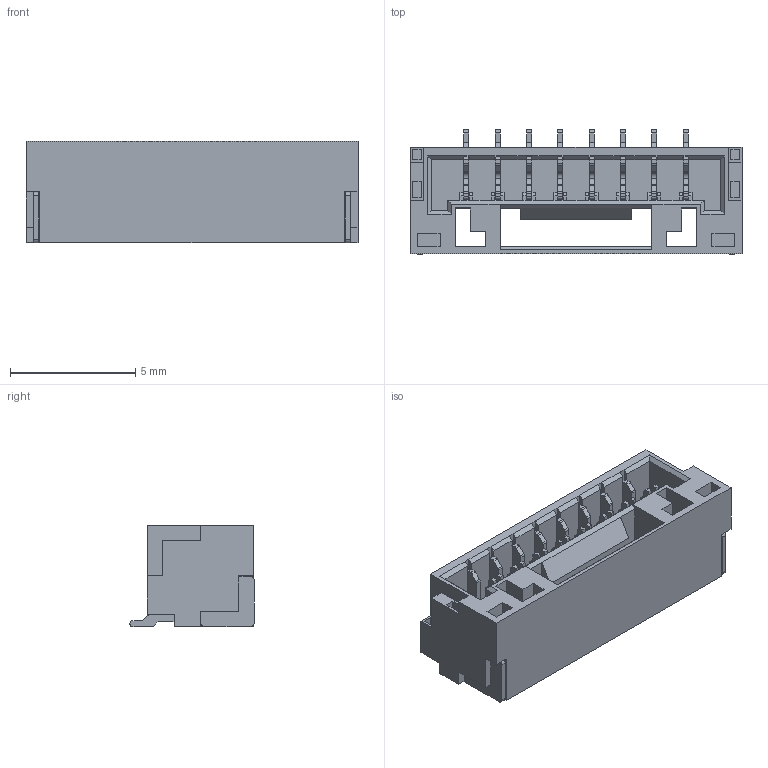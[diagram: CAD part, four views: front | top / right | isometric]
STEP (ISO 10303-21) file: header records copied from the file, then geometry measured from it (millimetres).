
FILE_DESCRIPTION (( 'STEP AP214' ), '1' );
FILE_NAME ('CONN-SMD_GH1.25-LS-8P.step', '2022-08-08T02:43:25', ( '' ), ( '' ), 'SwSTEP 2.0', 'SolidWorks 2020', '' );
FILE_SCHEMA (( 'AUTOMOTIVE_DESIGN' ));
Length unit declared in the file: millimetre
Products named in the file (1): CONN-SMD_GH1.25-LS-8P
Bounding box: 13.25 x 4.96 x 4.06 mm (x, y, z)
Volume: 116.6 mm3; surface area: 564.9 mm2
Topology: 14 solids, 14 shells, 815 faces, 2232 edges, 1468 vertices
Faces by surface type: plane 609, bspline 112, cylinder 94
Entity records: 35838 total; most frequent: CARTESIAN_POINT 6620, ORIENTED_EDGE 4464, DIRECTION 3600, EDGE_CURVE 2232, LINE 1816, VECTOR 1816, VERTEX_POINT 1468, AXIS2_PLACEMENT_3D 892
